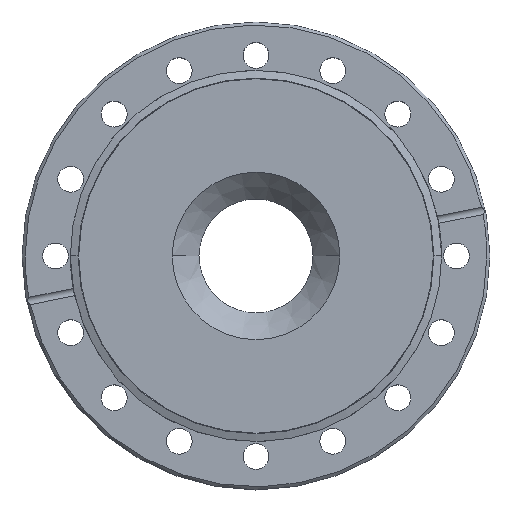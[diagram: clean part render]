
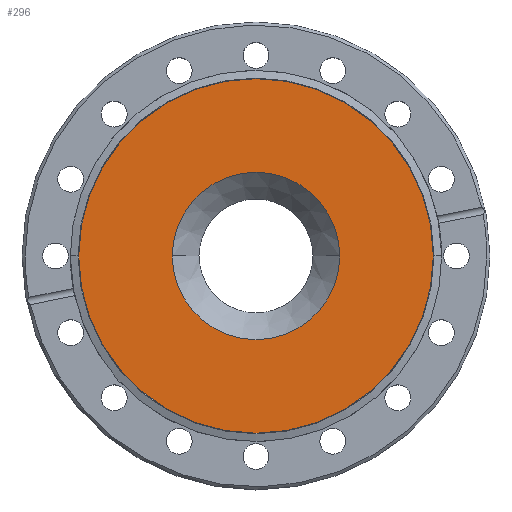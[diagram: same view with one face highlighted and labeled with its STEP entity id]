
A CAD part, top view. The second image highlights one B-rep face of the part: STEP entity #296.
In plain terms, the highlighted planar face has unit normal (0, 0, 1).
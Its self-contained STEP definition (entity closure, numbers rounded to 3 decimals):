
#34 = DIRECTION ( 'NONE',  ( 1., 0., 0. ) ) ;
#46 = DIRECTION ( 'NONE',  ( 0., 0., -1. ) ) ;
#62 = CARTESIAN_POINT ( 'NONE',  ( 0., 0., -1.2 ) ) ;
#150 = AXIS2_PLACEMENT_3D ( 'NONE', #1779, #250, #2041 ) ;
#184 = VERTEX_POINT ( 'NONE', #942 ) ;
#196 = CARTESIAN_POINT ( 'NONE',  ( 0., 0., -1.2 ) ) ;
#225 = EDGE_CURVE ( 'NONE', #3297, #848, #1567, .T. ) ;
#250 = DIRECTION ( 'NONE',  ( 0., 0., -1. ) ) ;
#273 = ORIENTED_EDGE ( 'NONE', *, *, #1697, .T. ) ;
#296 = ADVANCED_FACE ( 'NONE', ( #1693, #1010 ), #1051, .T. ) ;
#322 = DIRECTION ( 'NONE',  ( 1., 0., 0. ) ) ;
#465 = DIRECTION ( 'NONE',  ( 1., 0., 0. ) ) ;
#488 = CIRCLE ( 'NONE', #3014, 57.598 ) ;
#593 = CIRCLE ( 'NONE', #2943, 57.598 ) ;
#848 = VERTEX_POINT ( 'NONE', #3255 ) ;
#942 = CARTESIAN_POINT ( 'NONE',  ( -57.598, 0., -1.2 ) ) ;
#957 = CARTESIAN_POINT ( 'NONE',  ( 57.598, 0., -1.2 ) ) ;
#1010 = FACE_BOUND ( 'NONE', #2722, .T. ) ;
#1023 = ORIENTED_EDGE ( 'NONE', *, *, #225, .T. ) ;
#1051 = PLANE ( 'NONE',  #2538 ) ;
#1414 = EDGE_CURVE ( 'NONE', #184, #2175, #593, .T. ) ;
#1466 = EDGE_LOOP ( 'NONE', ( #1946, #2965 ) ) ;
#1567 = CIRCLE ( 'NONE', #150, 27.2 ) ;
#1568 = DIRECTION ( 'NONE',  ( 0., 0., 1. ) ) ;
#1580 = CARTESIAN_POINT ( 'NONE',  ( 0., 0., -1.2 ) ) ;
#1693 = FACE_OUTER_BOUND ( 'NONE', #1466, .T. ) ;
#1697 = EDGE_CURVE ( 'NONE', #848, #3297, #3024, .T. ) ;
#1779 = CARTESIAN_POINT ( 'NONE',  ( 0., 0., -1.2 ) ) ;
#1829 = DIRECTION ( 'NONE',  ( 1., 0., 0. ) ) ;
#1847 = DIRECTION ( 'NONE',  ( 0., 0., 1. ) ) ;
#1938 = CARTESIAN_POINT ( 'NONE',  ( -27.2, 0., -1.2 ) ) ;
#1946 = ORIENTED_EDGE ( 'NONE', *, *, #2857, .T. ) ;
#1988 = DIRECTION ( 'NONE',  ( 0., 0., 1. ) ) ;
#2041 = DIRECTION ( 'NONE',  ( 1., 0., 0. ) ) ;
#2175 = VERTEX_POINT ( 'NONE', #957 ) ;
#2331 = CARTESIAN_POINT ( 'NONE',  ( 0., 0., -1.2 ) ) ;
#2538 = AXIS2_PLACEMENT_3D ( 'NONE', #2331, #1568, #34 ) ;
#2722 = EDGE_LOOP ( 'NONE', ( #273, #1023 ) ) ;
#2857 = EDGE_CURVE ( 'NONE', #2175, #184, #488, .T. ) ;
#2875 = AXIS2_PLACEMENT_3D ( 'NONE', #1580, #46, #1829 ) ;
#2943 = AXIS2_PLACEMENT_3D ( 'NONE', #196, #1988, #465 ) ;
#2965 = ORIENTED_EDGE ( 'NONE', *, *, #1414, .T. ) ;
#3014 = AXIS2_PLACEMENT_3D ( 'NONE', #62, #1847, #322 ) ;
#3024 = CIRCLE ( 'NONE', #2875, 27.2 ) ;
#3255 = CARTESIAN_POINT ( 'NONE',  ( 27.2, 0., -1.2 ) ) ;
#3297 = VERTEX_POINT ( 'NONE', #1938 ) ;
